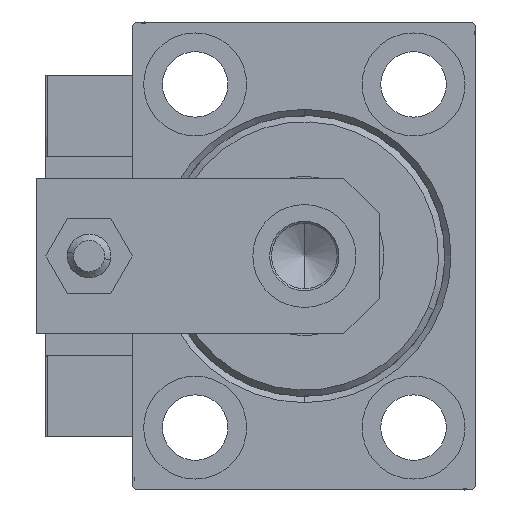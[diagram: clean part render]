
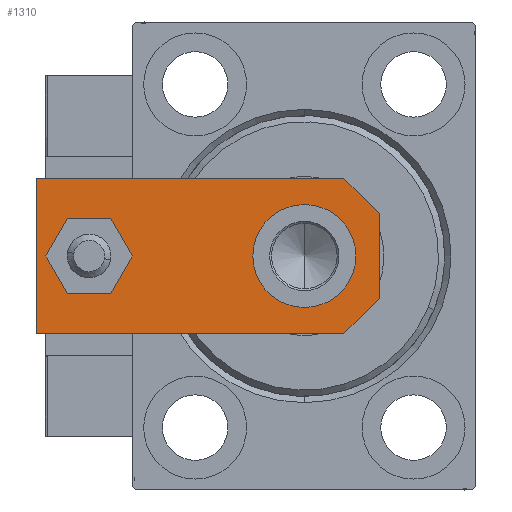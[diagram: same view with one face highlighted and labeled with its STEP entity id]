
A CAD part, left-side view. The second image highlights one B-rep face of the part: STEP entity #1310.
In plain terms, the highlighted face is planar.
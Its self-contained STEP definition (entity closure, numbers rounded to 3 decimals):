
#209 = AXIS2_PLACEMENT_3D ( 'NONE', #40037, #1945, #13807 ) ;
#294 = VERTEX_POINT ( 'NONE', #27245 ) ;
#717 = ORIENTED_EDGE ( 'NONE', *, *, #10199, .T. ) ;
#1310 = ADVANCED_FACE ( 'NONE', ( #25030, #35621, #39921 ), #5111, .T. ) ;
#1738 = DIRECTION ( 'NONE',  ( 0., 0., 1. ) ) ;
#1945 = DIRECTION ( 'NONE',  ( 0., 0., 1. ) ) ;
#2422 = CARTESIAN_POINT ( 'NONE',  ( -12.5, 5.66, 6. ) ) ;
#2456 = ORIENTED_EDGE ( 'NONE', *, *, #49279, .T. ) ;
#2682 = VERTEX_POINT ( 'NONE', #23658 ) ;
#2750 = EDGE_CURVE ( 'NONE', #38216, #45036, #44591, .T. ) ;
#2794 = LINE ( 'NONE', #3280, #9597 ) ;
#3280 = CARTESIAN_POINT ( 'NONE',  ( 12.5, 55., 6. ) ) ;
#4000 = VECTOR ( 'NONE', #19018, 1000. ) ;
#4691 = VECTOR ( 'NONE', #36993, 1000. ) ;
#4752 = CARTESIAN_POINT ( 'NONE',  ( 12.5, 5.66, 6. ) ) ;
#4983 = CIRCLE ( 'NONE', #44471, 4. ) ;
#5111 = PLANE ( 'NONE',  #23979 ) ;
#5854 = DIRECTION ( 'NONE',  ( 0., 0., 1. ) ) ;
#5873 = DIRECTION ( 'NONE',  ( 0., 0., 1. ) ) ;
#8534 = LINE ( 'NONE', #16355, #35562 ) ;
#9597 = VECTOR ( 'NONE', #22439, 1000. ) ;
#9920 = EDGE_CURVE ( 'NONE', #45036, #30842, #13219, .T. ) ;
#10048 = DIRECTION ( 'NONE',  ( 1., 0., 0. ) ) ;
#10199 = EDGE_CURVE ( 'NONE', #2682, #32111, #41741, .T. ) ;
#10568 = ORIENTED_EDGE ( 'NONE', *, *, #14571, .F. ) ;
#10641 = CIRCLE ( 'NONE', #29946, 8.25 ) ;
#11241 = VECTOR ( 'NONE', #32629, 1000. ) ;
#12299 = CARTESIAN_POINT ( 'NONE',  ( 6.84, 0., 6. ) ) ;
#13219 = LINE ( 'NONE', #21033, #11241 ) ;
#13660 = DIRECTION ( 'NONE',  ( 1., 0., 0. ) ) ;
#13807 = DIRECTION ( 'NONE',  ( 1., 0., 0. ) ) ;
#14571 = EDGE_CURVE ( 'NONE', #39137, #22145, #4983, .T. ) ;
#14969 = EDGE_CURVE ( 'NONE', #49896, #23936, #10641, .T. ) ;
#15034 = CARTESIAN_POINT ( 'NONE',  ( -4., 46.5, 6. ) ) ;
#16304 = ORIENTED_EDGE ( 'NONE', *, *, #44138, .T. ) ;
#16355 = CARTESIAN_POINT ( 'NONE',  ( -12.5, 0., 6. ) ) ;
#16578 = DIRECTION ( 'NONE',  ( 0.707, -0.707, 0. ) ) ;
#19018 = DIRECTION ( 'NONE',  ( 0., -1., 0. ) ) ;
#19870 = EDGE_CURVE ( 'NONE', #22145, #39137, #42277, .T. ) ;
#20113 = LINE ( 'NONE', #32468, #30839 ) ;
#20620 = CARTESIAN_POINT ( 'NONE',  ( 3.42, -3.42, 6. ) ) ;
#21033 = CARTESIAN_POINT ( 'NONE',  ( 12.5, 0., 6. ) ) ;
#21905 = CARTESIAN_POINT ( 'NONE',  ( 0., 12., 6. ) ) ;
#22145 = VERTEX_POINT ( 'NONE', #15034 ) ;
#22359 = EDGE_LOOP ( 'NONE', ( #38748, #10568 ) ) ;
#22439 = DIRECTION ( 'NONE',  ( -1., 0., 0. ) ) ;
#23658 = CARTESIAN_POINT ( 'NONE',  ( -12.5, 55., 6. ) ) ;
#23936 = VERTEX_POINT ( 'NONE', #38311 ) ;
#23979 = AXIS2_PLACEMENT_3D ( 'NONE', #40430, #5873, #31836 ) ;
#25030 = FACE_BOUND ( 'NONE', #22359, .T. ) ;
#27142 = EDGE_LOOP ( 'NONE', ( #717, #16304, #2456, #45202, #47688, #29151 ) ) ;
#27245 = CARTESIAN_POINT ( 'NONE',  ( -6.84, 0., 6. ) ) ;
#29151 = ORIENTED_EDGE ( 'NONE', *, *, #31554, .T. ) ;
#29641 = CARTESIAN_POINT ( 'NONE',  ( 12.5, 55., 6. ) ) ;
#29946 = AXIS2_PLACEMENT_3D ( 'NONE', #21905, #1738, #10048 ) ;
#30839 = VECTOR ( 'NONE', #16578, 1000. ) ;
#30842 = VERTEX_POINT ( 'NONE', #29641 ) ;
#31554 = EDGE_CURVE ( 'NONE', #30842, #2682, #2794, .T. ) ;
#31836 = DIRECTION ( 'NONE',  ( 1., 0., 0. ) ) ;
#32111 = VERTEX_POINT ( 'NONE', #2422 ) ;
#32468 = CARTESIAN_POINT ( 'NONE',  ( -3.42, -3.42, 6. ) ) ;
#32629 = DIRECTION ( 'NONE',  ( 0., 1., 0. ) ) ;
#34419 = DIRECTION ( 'NONE',  ( 1., 0., 0. ) ) ;
#35562 = VECTOR ( 'NONE', #39299, 1000. ) ;
#35621 = FACE_OUTER_BOUND ( 'NONE', #27142, .T. ) ;
#36043 = EDGE_LOOP ( 'NONE', ( #44675, #39575 ) ) ;
#36993 = DIRECTION ( 'NONE',  ( 0.707, 0.707, 0. ) ) ;
#38216 = VERTEX_POINT ( 'NONE', #12299 ) ;
#38311 = CARTESIAN_POINT ( 'NONE',  ( 8.25, 12., 6. ) ) ;
#38748 = ORIENTED_EDGE ( 'NONE', *, *, #19870, .F. ) ;
#39059 = AXIS2_PLACEMENT_3D ( 'NONE', #44642, #46060, #34419 ) ;
#39137 = VERTEX_POINT ( 'NONE', #49160 ) ;
#39299 = DIRECTION ( 'NONE',  ( 1., 0., 0. ) ) ;
#39575 = ORIENTED_EDGE ( 'NONE', *, *, #44157, .F. ) ;
#39921 = FACE_BOUND ( 'NONE', #36043, .T. ) ;
#40037 = CARTESIAN_POINT ( 'NONE',  ( 0., 12., 6. ) ) ;
#40407 = CARTESIAN_POINT ( 'NONE',  ( 0., 46.5, 6. ) ) ;
#40430 = CARTESIAN_POINT ( 'NONE',  ( 0., 0., 6. ) ) ;
#41265 = CARTESIAN_POINT ( 'NONE',  ( -12.5, 55., 6. ) ) ;
#41741 = LINE ( 'NONE', #41265, #4000 ) ;
#42277 = CIRCLE ( 'NONE', #39059, 4. ) ;
#43736 = CIRCLE ( 'NONE', #209, 8.25 ) ;
#44138 = EDGE_CURVE ( 'NONE', #32111, #294, #20113, .T. ) ;
#44157 = EDGE_CURVE ( 'NONE', #23936, #49896, #43736, .T. ) ;
#44471 = AXIS2_PLACEMENT_3D ( 'NONE', #40407, #5854, #13660 ) ;
#44591 = LINE ( 'NONE', #20620, #4691 ) ;
#44642 = CARTESIAN_POINT ( 'NONE',  ( 0., 46.5, 6. ) ) ;
#44675 = ORIENTED_EDGE ( 'NONE', *, *, #14969, .F. ) ;
#45036 = VERTEX_POINT ( 'NONE', #4752 ) ;
#45202 = ORIENTED_EDGE ( 'NONE', *, *, #2750, .T. ) ;
#46060 = DIRECTION ( 'NONE',  ( 0., 0., 1. ) ) ;
#47688 = ORIENTED_EDGE ( 'NONE', *, *, #9920, .T. ) ;
#48705 = CARTESIAN_POINT ( 'NONE',  ( -8.25, 12., 6. ) ) ;
#49160 = CARTESIAN_POINT ( 'NONE',  ( 4., 46.5, 6. ) ) ;
#49279 = EDGE_CURVE ( 'NONE', #294, #38216, #8534, .T. ) ;
#49896 = VERTEX_POINT ( 'NONE', #48705 ) ;
